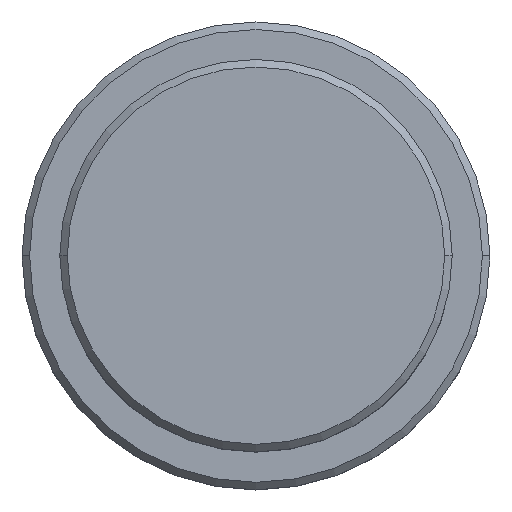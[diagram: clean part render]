
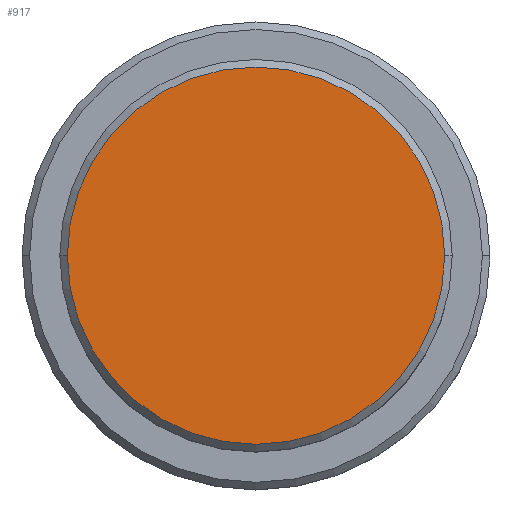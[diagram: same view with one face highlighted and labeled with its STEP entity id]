
A CAD part, top view. The second image highlights one B-rep face of the part: STEP entity #917.
In plain terms, the highlighted planar face has unit normal (0, 0, 1).
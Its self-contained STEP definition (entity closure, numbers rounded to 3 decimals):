
#24 = ORIENTED_EDGE ( 'NONE', *, *, #1119, .T. ) ;
#79 = CARTESIAN_POINT ( 'NONE',  ( 0., 0., 0. ) ) ;
#100 = FACE_OUTER_BOUND ( 'NONE', #510, .T. ) ;
#304 = ORIENTED_EDGE ( 'NONE', *, *, #1100, .T. ) ;
#383 = VERTEX_POINT ( 'NONE', #846 ) ;
#394 = DIRECTION ( 'NONE',  ( 1., 0., 0. ) ) ;
#510 = EDGE_LOOP ( 'NONE', ( #24, #304 ) ) ;
#539 = PLANE ( 'NONE',  #1185 ) ;
#641 = DIRECTION ( 'NONE',  ( 1., 0., 0. ) ) ;
#649 = AXIS2_PLACEMENT_3D ( 'NONE', #699, #1122, #1361 ) ;
#699 = CARTESIAN_POINT ( 'NONE',  ( 0., 0., 0. ) ) ;
#712 = VERTEX_POINT ( 'NONE', #1124 ) ;
#800 = CIRCLE ( 'NONE', #649, 12.5 ) ;
#846 = CARTESIAN_POINT ( 'NONE',  ( -12.5, 0., 0. ) ) ;
#902 = CARTESIAN_POINT ( 'NONE',  ( 0., 0., 0. ) ) ;
#917 = ADVANCED_FACE ( 'NONE', ( #100 ), #539, .T. ) ;
#1006 = DIRECTION ( 'NONE',  ( 0., 0., 1. ) ) ;
#1100 = EDGE_CURVE ( 'NONE', #712, #383, #800, .T. ) ;
#1119 = EDGE_CURVE ( 'NONE', #383, #712, #1186, .T. ) ;
#1122 = DIRECTION ( 'NONE',  ( 0., 0., 1. ) ) ;
#1124 = CARTESIAN_POINT ( 'NONE',  ( 12.5, 0., 0. ) ) ;
#1185 = AXIS2_PLACEMENT_3D ( 'NONE', #79, #1273, #641 ) ;
#1186 = CIRCLE ( 'NONE', #1207, 12.5 ) ;
#1207 = AXIS2_PLACEMENT_3D ( 'NONE', #902, #1006, #394 ) ;
#1273 = DIRECTION ( 'NONE',  ( 0., 0., 1. ) ) ;
#1361 = DIRECTION ( 'NONE',  ( 1., 0., 0. ) ) ;
